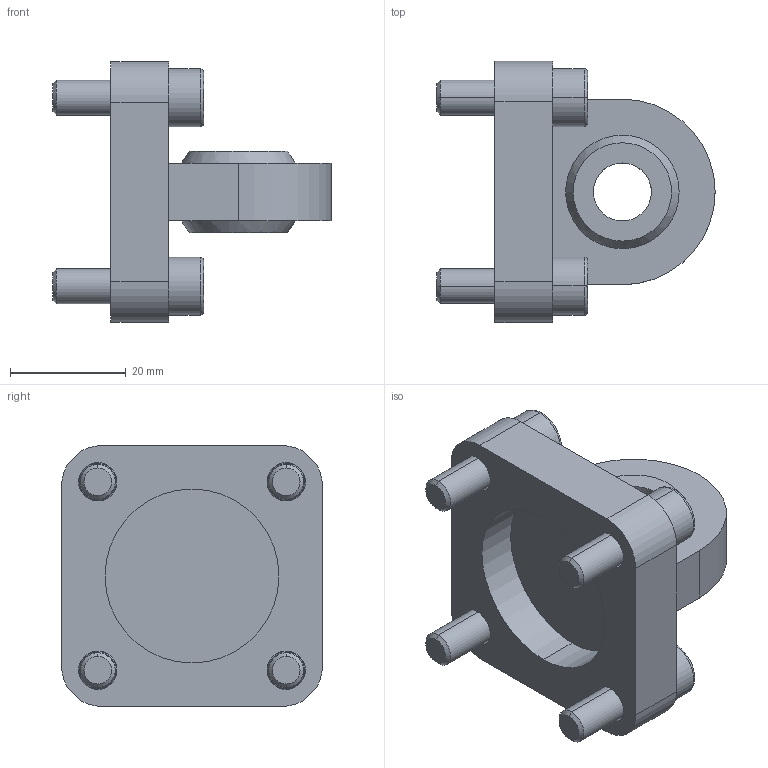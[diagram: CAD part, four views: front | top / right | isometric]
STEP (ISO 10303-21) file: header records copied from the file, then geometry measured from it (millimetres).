
FILE_DESCRIPTION(('HOOPS Exchange Step'),'2;1');
FILE_NAME('export-A1B5196F-29E2-41F6-87B2-FC5C3587A24D.stp','2020-09-17T15:50:05+02:00',('Engineering'),('Alibre'),'HOOPS Exchange 2020.0','Alibre','Unknown authorisation');
FILE_SCHEMA( ('AP242_MANAGED_MODEL_BASED_3D_ENGINEERING_MIM_LF {1 0 10303 442 1 1 4 }') );
Length unit declared in the file: millimetre
Products named in the file (3): 5332-1 W0950322006 Articulated Male Hinge 32MM - Model BAS 032; 5332-2 W0950322006 Articulated Male Hinge 32MM - Model BAS 032DIN 912 M6x20; 5332 W0950322006 Articulated Male Hinge 32MM - Model BAS 032
Assembly tree (5 placements, depth 2):
  5332 W0950322006 Articulated Male Hinge 32MM - Model BAS 032
    5332-1 W0950322006 Articulated Male Hinge 32MM - Model BAS 032
    5332-2 W0950322006 Articulated Male Hinge 32MM - Model BAS 032DIN 912 M6x20  x4
Bounding box: 48 x 45 x 45 mm (x, y, z)
Volume: 21338.5 mm3; surface area: 12197.3 mm2
Topology: 1 solids, 93 shells, 157 faces, 519 edges, 430 vertices
Faces by surface type: plane 73, cylinder 34, cone 24, torus 24, sphere 2
Entity records: 2387 total; most frequent: CARTESIAN_POINT 442, DIRECTION 413, ORIENTED_EDGE 284, EDGE_CURVE 189, AXIS2_PLACEMENT_3D 164, VERTEX_POINT 148, CIRCLE 89, VECTOR 85
